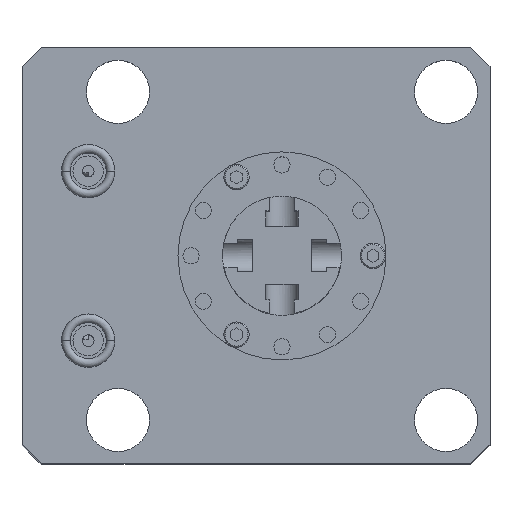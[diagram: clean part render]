
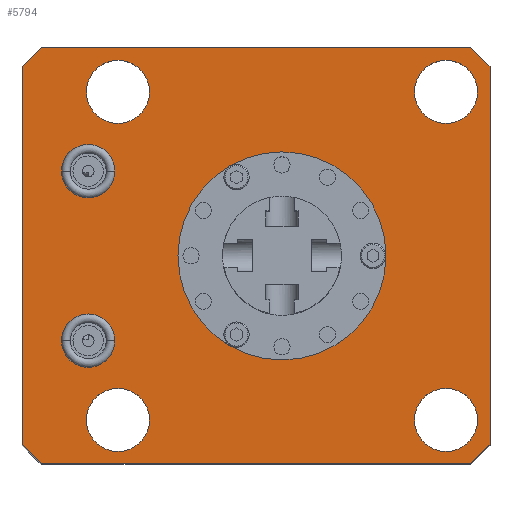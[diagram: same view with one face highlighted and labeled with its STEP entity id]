
A CAD part, top view. The second image highlights one B-rep face of the part: STEP entity #5794.
In plain terms, the highlighted planar face has unit normal (0, 0, 1).
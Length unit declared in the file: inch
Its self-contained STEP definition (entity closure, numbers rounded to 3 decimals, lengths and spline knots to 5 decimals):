
#1139=CARTESIAN_POINT('',(1.38,-1.38,0.985));
#1140=DIRECTION('',(0.,0.,-1.));
#1141=DIRECTION('',(1.,0.,0.));
#1142=AXIS2_PLACEMENT_3D('',#1139,#1140,#1141);
#1147=CARTESIAN_POINT('',(1.38,-1.38,0.985));
#1148=DIRECTION('',(0.,0.,-1.));
#1149=DIRECTION('',(-1.,0.,0.));
#1150=AXIS2_PLACEMENT_3D('',#1147,#1148,#1149);
#1155=CARTESIAN_POINT('',(1.38,1.38,0.985));
#1156=DIRECTION('',(0.,0.,-1.));
#1157=DIRECTION('',(1.,0.,0.));
#1158=AXIS2_PLACEMENT_3D('',#1155,#1156,#1157);
#1163=CARTESIAN_POINT('',(1.38,1.38,0.985));
#1164=DIRECTION('',(0.,0.,-1.));
#1165=DIRECTION('',(-1.,0.,0.));
#1166=AXIS2_PLACEMENT_3D('',#1163,#1164,#1165);
#1171=CARTESIAN_POINT('',(-1.38,-1.38,0.985));
#1172=DIRECTION('',(0.,0.,-1.));
#1173=DIRECTION('',(1.,0.,0.));
#1174=AXIS2_PLACEMENT_3D('',#1171,#1172,#1173);
#1179=CARTESIAN_POINT('',(-1.38,-1.38,0.985));
#1180=DIRECTION('',(0.,0.,-1.));
#1181=DIRECTION('',(-1.,0.,0.));
#1182=AXIS2_PLACEMENT_3D('',#1179,#1180,#1181);
#1187=CARTESIAN_POINT('',(-1.38,1.38,0.985));
#1188=DIRECTION('',(0.,0.,-1.));
#1189=DIRECTION('',(1.,0.,0.));
#1190=AXIS2_PLACEMENT_3D('',#1187,#1188,#1189);
#1195=CARTESIAN_POINT('',(-1.38,1.38,0.985));
#1196=DIRECTION('',(0.,0.,-1.));
#1197=DIRECTION('',(-1.,0.,0.));
#1198=AXIS2_PLACEMENT_3D('',#1195,#1196,#1197);
#1203=CARTESIAN_POINT('',(-1.63,-0.713,0.985));
#1204=DIRECTION('',(0.,0.,1.));
#1205=DIRECTION('',(-1.,0.,0.));
#1206=AXIS2_PLACEMENT_3D('',#1203,#1204,#1205);
#1211=CARTESIAN_POINT('',(-1.63,-0.713,0.985));
#1212=DIRECTION('',(0.,0.,1.));
#1213=DIRECTION('',(1.,0.,0.));
#1214=AXIS2_PLACEMENT_3D('',#1211,#1212,#1213);
#1219=CARTESIAN_POINT('',(-1.63,0.713,0.985));
#1220=DIRECTION('',(0.,0.,1.));
#1221=DIRECTION('',(-1.,0.,0.));
#1222=AXIS2_PLACEMENT_3D('',#1219,#1220,#1221);
#1227=CARTESIAN_POINT('',(-1.63,0.713,0.985));
#1228=DIRECTION('',(0.,0.,1.));
#1229=DIRECTION('',(1.,0.,0.));
#1230=AXIS2_PLACEMENT_3D('',#1227,#1228,#1229);
#1235=DIRECTION('',(0.,-1.,0.));
#1236=VECTOR('',#1235,3.18);
#1237=CARTESIAN_POINT('',(-2.187,1.59,0.985));
#1238=LINE('',#1237,#1236);
#1242=DIRECTION('',(-0.707,-0.707,0.));
#1243=VECTOR('',#1242,0.22627);
#1244=CARTESIAN_POINT('',(-2.027,1.75,0.985));
#1245=LINE('',#1244,#1243);
#1249=DIRECTION('',(-1.,0.,0.));
#1250=VECTOR('',#1249,3.617);
#1251=CARTESIAN_POINT('',(1.59,1.75,0.985));
#1252=LINE('',#1251,#1250);
#1256=DIRECTION('',(-0.707,0.707,0.));
#1257=VECTOR('',#1256,0.22627);
#1258=CARTESIAN_POINT('',(1.75,1.59,0.985));
#1259=LINE('',#1258,#1257);
#1263=DIRECTION('',(0.,1.,0.));
#1264=VECTOR('',#1263,3.18);
#1265=CARTESIAN_POINT('',(1.75,-1.59,0.985));
#1266=LINE('',#1265,#1264);
#1270=DIRECTION('',(0.707,0.707,0.));
#1271=VECTOR('',#1270,0.22627);
#1272=CARTESIAN_POINT('',(1.59,-1.75,0.985));
#1273=LINE('',#1272,#1271);
#1277=DIRECTION('',(1.,0.,0.));
#1278=VECTOR('',#1277,3.617);
#1279=CARTESIAN_POINT('',(-2.027,-1.75,0.985));
#1280=LINE('',#1279,#1278);
#1284=DIRECTION('',(0.707,-0.707,0.));
#1285=VECTOR('',#1284,0.22627);
#1286=CARTESIAN_POINT('',(-2.187,-1.59,0.985));
#1287=LINE('',#1286,#1285);
#1291=CARTESIAN_POINT('',(0.,0.,0.985));
#1292=DIRECTION('',(0.,0.,-1.));
#1293=DIRECTION('',(0.,1.,0.));
#1294=AXIS2_PLACEMENT_3D('',#1291,#1292,#1293);
#1299=CARTESIAN_POINT('',(0.,0.,0.985));
#1300=DIRECTION('',(0.,0.,-1.));
#1301=DIRECTION('',(0.,-1.,0.));
#1302=AXIS2_PLACEMENT_3D('',#1299,#1300,#1301);
#4356=CARTESIAN_POINT('',(-2.187,1.59,0.985));
#4357=CARTESIAN_POINT('',(-2.187,-1.59,0.985));
#4358=VERTEX_POINT('',#4356);
#4359=VERTEX_POINT('',#4357);
#4360=CARTESIAN_POINT('',(-2.027,-1.75,0.985));
#4361=CARTESIAN_POINT('',(1.59,-1.75,0.985));
#4362=VERTEX_POINT('',#4360);
#4363=VERTEX_POINT('',#4361);
#4364=CARTESIAN_POINT('',(1.75,-1.59,0.985));
#4365=CARTESIAN_POINT('',(1.75,1.59,0.985));
#4366=VERTEX_POINT('',#4364);
#4367=VERTEX_POINT('',#4365);
#4368=CARTESIAN_POINT('',(1.59,1.75,0.985));
#4369=CARTESIAN_POINT('',(-2.027,1.75,0.985));
#4370=VERTEX_POINT('',#4368);
#4371=VERTEX_POINT('',#4369);
#4396=CARTESIAN_POINT('',(1.6455,-1.38,0.985));
#4397=CARTESIAN_POINT('',(1.1145,-1.38,0.985));
#4398=VERTEX_POINT('',#4396);
#4399=VERTEX_POINT('',#4397);
#4460=CARTESIAN_POINT('',(-1.8545,-0.713,0.985));
#4461=CARTESIAN_POINT('',(-1.4055,-0.713,0.985));
#4462=VERTEX_POINT('',#4460);
#4463=VERTEX_POINT('',#4461);
#4464=CARTESIAN_POINT('',(-1.8545,0.713,0.985));
#4465=CARTESIAN_POINT('',(-1.4055,0.713,0.985));
#4466=VERTEX_POINT('',#4464);
#4467=VERTEX_POINT('',#4465);
#4555=CARTESIAN_POINT('',(1.6455,1.38,0.985));
#4556=CARTESIAN_POINT('',(1.1145,1.38,0.985));
#4557=VERTEX_POINT('',#4555);
#4558=VERTEX_POINT('',#4556);
#4559=CARTESIAN_POINT('',(-1.1145,-1.38,0.985));
#4560=CARTESIAN_POINT('',(-1.6455,-1.38,0.985));
#4561=VERTEX_POINT('',#4559);
#4562=VERTEX_POINT('',#4560);
#4563=CARTESIAN_POINT('',(-1.1145,1.38,0.985));
#4564=CARTESIAN_POINT('',(-1.6455,1.38,0.985));
#4565=VERTEX_POINT('',#4563);
#4566=VERTEX_POINT('',#4564);
#4720=CARTESIAN_POINT('',(0.,0.875,0.985));
#4721=CARTESIAN_POINT('',(0.,-0.875,0.985));
#4722=VERTEX_POINT('',#4720);
#4723=VERTEX_POINT('',#4721);
#5730=CARTESIAN_POINT('',(0.,0.,0.985));
#5731=DIRECTION('',(0.,0.,1.));
#5732=DIRECTION('',(1.,0.,0.));
#5733=AXIS2_PLACEMENT_3D('',#5730,#5731,#5732);
#5734=PLANE('',#5733);
#5736=ORIENTED_EDGE('',*,*,#5735,.F.);
#5738=ORIENTED_EDGE('',*,*,#5737,.F.);
#5740=ORIENTED_EDGE('',*,*,#5739,.F.);
#5742=ORIENTED_EDGE('',*,*,#5741,.F.);
#5744=ORIENTED_EDGE('',*,*,#5743,.F.);
#5746=ORIENTED_EDGE('',*,*,#5745,.F.);
#5748=ORIENTED_EDGE('',*,*,#5747,.F.);
#5750=ORIENTED_EDGE('',*,*,#5749,.F.);
#5751=EDGE_LOOP('',(#5736,#5738,#5740,#5742,#5744,#5746,#5748,#5750));
#5752=FACE_OUTER_BOUND('',#5751,.F.);
#5754=ORIENTED_EDGE('',*,*,#5753,.F.);
#5756=ORIENTED_EDGE('',*,*,#5755,.F.);
#5757=EDGE_LOOP('',(#5754,#5756));
#5758=FACE_BOUND('',#5757,.F.);
#5760=ORIENTED_EDGE('',*,*,#5759,.F.);
#5762=ORIENTED_EDGE('',*,*,#5761,.F.);
#5763=EDGE_LOOP('',(#5760,#5762));
#5764=FACE_BOUND('',#5763,.F.);
#5766=ORIENTED_EDGE('',*,*,#5765,.F.);
#5768=ORIENTED_EDGE('',*,*,#5767,.F.);
#5769=EDGE_LOOP('',(#5766,#5768));
#5770=FACE_BOUND('',#5769,.F.);
#5772=ORIENTED_EDGE('',*,*,#5771,.T.);
#5774=ORIENTED_EDGE('',*,*,#5773,.T.);
#5775=EDGE_LOOP('',(#5772,#5774));
#5776=FACE_BOUND('',#5775,.F.);
#5778=ORIENTED_EDGE('',*,*,#5777,.T.);
#5780=ORIENTED_EDGE('',*,*,#5779,.T.);
#5781=EDGE_LOOP('',(#5778,#5780));
#5782=FACE_BOUND('',#5781,.F.);
#5784=ORIENTED_EDGE('',*,*,#5783,.F.);
#5786=ORIENTED_EDGE('',*,*,#5785,.F.);
#5787=EDGE_LOOP('',(#5784,#5786));
#5788=FACE_BOUND('',#5787,.F.);
#5790=ORIENTED_EDGE('',*,*,#5789,.F.);
#5791=ORIENTED_EDGE('',*,*,#5720,.F.);
#5792=EDGE_LOOP('',(#5790,#5791));
#5793=FACE_BOUND('',#5792,.F.);
#1143=CIRCLE('',#1142,0.2655);
#1151=CIRCLE('',#1150,0.2655);
#1159=CIRCLE('',#1158,0.2655);
#1167=CIRCLE('',#1166,0.2655);
#1175=CIRCLE('',#1174,0.2655);
#1183=CIRCLE('',#1182,0.2655);
#1191=CIRCLE('',#1190,0.2655);
#1199=CIRCLE('',#1198,0.2655);
#1207=CIRCLE('',#1206,0.2245);
#1215=CIRCLE('',#1214,0.2245);
#1223=CIRCLE('',#1222,0.2245);
#1231=CIRCLE('',#1230,0.2245);
#1295=CIRCLE('',#1294,0.875);
#1303=CIRCLE('',#1302,0.875);
#5720=EDGE_CURVE('',#4723,#4722,#1303,.T.);
#5735=EDGE_CURVE('',#4358,#4359,#1238,.T.);
#5737=EDGE_CURVE('',#4371,#4358,#1245,.T.);
#5739=EDGE_CURVE('',#4370,#4371,#1252,.T.);
#5741=EDGE_CURVE('',#4367,#4370,#1259,.T.);
#5743=EDGE_CURVE('',#4366,#4367,#1266,.T.);
#5745=EDGE_CURVE('',#4363,#4366,#1273,.T.);
#5747=EDGE_CURVE('',#4362,#4363,#1280,.T.);
#5749=EDGE_CURVE('',#4359,#4362,#1287,.T.);
#5753=EDGE_CURVE('',#4557,#4558,#1159,.T.);
#5755=EDGE_CURVE('',#4558,#4557,#1167,.T.);
#5759=EDGE_CURVE('',#4561,#4562,#1175,.T.);
#5761=EDGE_CURVE('',#4562,#4561,#1183,.T.);
#5765=EDGE_CURVE('',#4565,#4566,#1191,.T.);
#5767=EDGE_CURVE('',#4566,#4565,#1199,.T.);
#5771=EDGE_CURVE('',#4462,#4463,#1207,.T.);
#5773=EDGE_CURVE('',#4463,#4462,#1215,.T.);
#5777=EDGE_CURVE('',#4466,#4467,#1223,.T.);
#5779=EDGE_CURVE('',#4467,#4466,#1231,.T.);
#5783=EDGE_CURVE('',#4398,#4399,#1143,.T.);
#5785=EDGE_CURVE('',#4399,#4398,#1151,.T.);
#5789=EDGE_CURVE('',#4722,#4723,#1295,.T.);
#5794=ADVANCED_FACE('',(#5752,#5758,#5764,#5770,#5776,#5782,#5788,#5793),#5734,
.T.);
